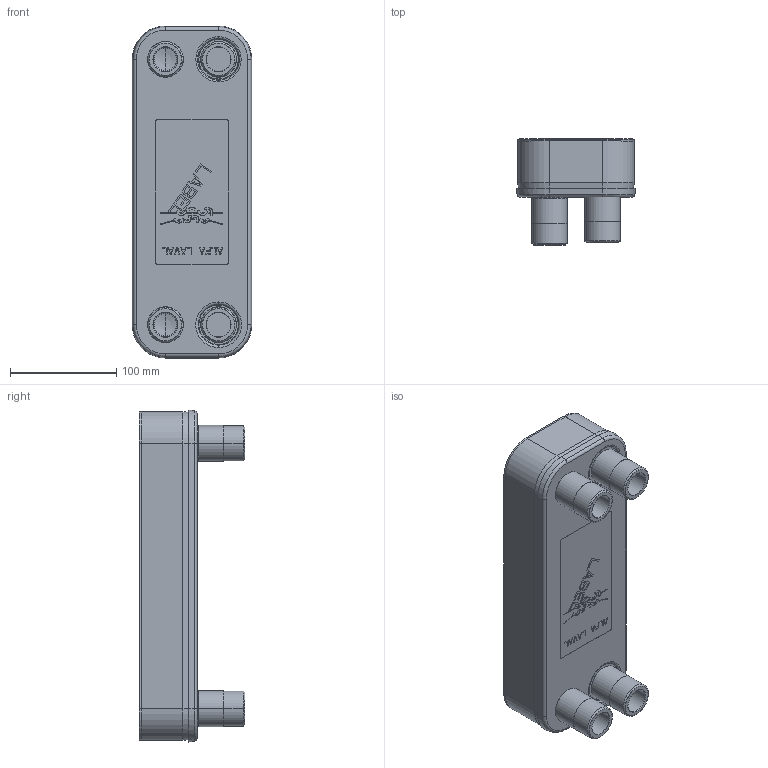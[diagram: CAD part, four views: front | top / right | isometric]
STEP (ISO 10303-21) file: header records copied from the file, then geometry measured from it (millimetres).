
FILE_DESCRIPTION((''),'2;1');
FILE_NAME('3287083385_ASM','2018-06-21T',('cnshipu'),(''),'CREO PARAMETRIC BY PTC INC, 2016260','CREO PARAMETRIC BY PTC INC, 2016260','');
FILE_SCHEMA(('CONFIG_CONTROL_DESIGN'));
Length unit declared in the file: millimetre
Products named in the file (6): CB30_18_CH_BLOCK; CB30_FP_S1S2S3S4_25; CB30_PP; 1625764-01; LABEL_STD; 3287083385_ASM
Assembly tree (8 placements, depth 2):
  3287083385_ASM
    CB30_18_CH_BLOCK
    CB30_FP_S1S2S3S4_25
    CB30_PP
    1625764-01  x4
    LABEL_STD
Bounding box: 112.55 x 99.6 x 312.79 mm (x, y, z)
Volume: 1471581.6 mm3; surface area: 342755.7 mm2
Topology: 15 solids, 21 shells, 1917 faces, 5317 edges, 3468 vertices
Faces by surface type: plane 1529, cylinder 180, torus 104, cone 88, sphere 16
Entity records: 58266 total; most frequent: CARTESIAN_POINT 10368, ORIENTED_EDGE 10250, DIRECTION 9401, EDGE_CURVE 5127, VECTOR 4535, LINE 4535, VERTEX_POINT 3360, AXIS2_PLACEMENT_3D 2433
